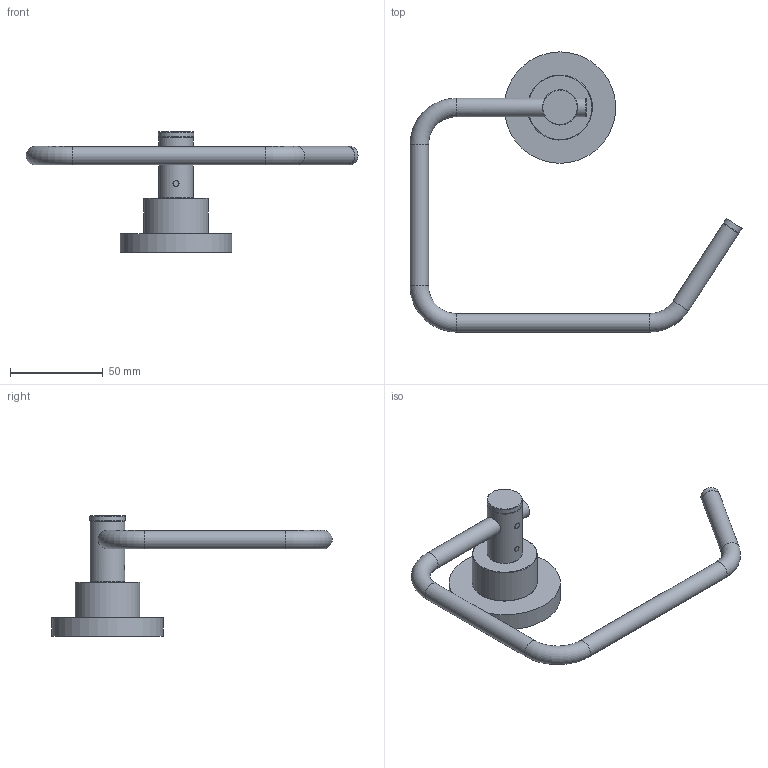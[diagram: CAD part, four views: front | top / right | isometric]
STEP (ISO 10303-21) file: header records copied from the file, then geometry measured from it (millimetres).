
FILE_DESCRIPTION(/* description */ (''),/* implementation_level */ '2;1');
FILE_NAME(/* name */ 'ST3 3D.stp',/* time_stamp */ '2017-01-19T10:50:23-05:00',/* author */ ('simonb'),/* organization */ (''),/* preprocessor_version */ 'ST-DEVELOPER v15.6',/* originating_system */ 'Autodesk Inventor 2015',/* authorisation */ '');
FILE_SCHEMA (('AUTOMOTIVE_DESIGN { 1 0 10303 214 3 1 1 }'));
Length unit declared in the file: millimetre
Products named in the file (1): ST3_Shrinkwrap_1
Bounding box: 178.83 x 151 x 65.11 mm (x, y, z)
Volume: 85566.8 mm3; surface area: 23424.8 mm2
Topology: 1 solids, 1 shells, 40 faces, 73 edges, 43 vertices
Faces by surface type: plane 11, cylinder 11, torus 11, bspline 4, cone 3
Full cylindrical faces by diameter (mm): 10 x6, 18.7 x1, 19 x1, 35 x1, 50.75 x1, 60 x1
Entity records: 1210 total; most frequent: CARTESIAN_POINT 474, DIRECTION 136, ORIENTED_EDGE 94, EDGE_LOOP 71, AXIS2_PLACEMENT_3D 68, EDGE_CURVE 47, STYLED_ITEM 41, FACE_OUTER_BOUND 40
